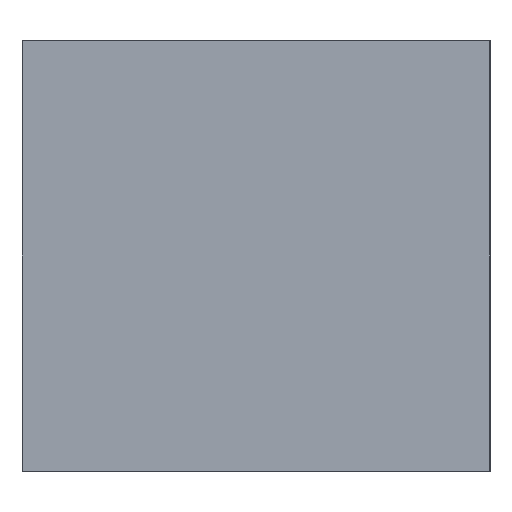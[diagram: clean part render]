
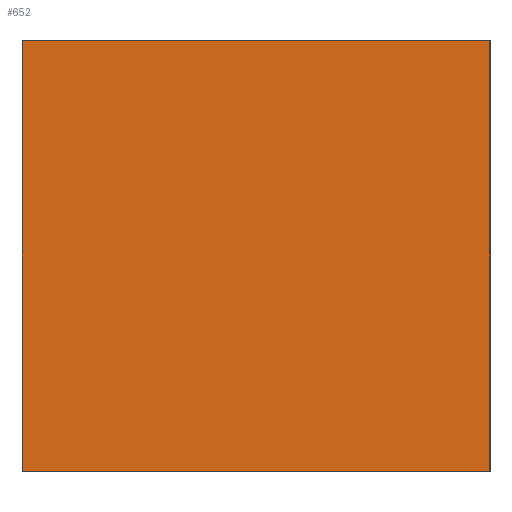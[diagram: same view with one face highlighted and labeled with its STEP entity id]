
A CAD part, left-side view. The second image highlights one B-rep face of the part: STEP entity #652.
In plain terms, the highlighted planar face has unit normal (-1, 0, 0).
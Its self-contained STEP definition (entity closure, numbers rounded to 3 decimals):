
#64=PLANE('',#731);
#103=FACE_OUTER_BOUND('',#155,.T.);
#155=EDGE_LOOP('',(#596,#597,#598,#599));
#205=LINE('',#1082,#264);
#209=LINE('',#1090,#268);
#215=LINE('',#1101,#274);
#216=LINE('',#1103,#275);
#264=VECTOR('',#901,10.);
#268=VECTOR('',#907,10.);
#274=VECTOR('',#917,10.);
#275=VECTOR('',#920,10.);
#348=VERTEX_POINT('',#1080);
#349=VERTEX_POINT('',#1081);
#352=VERTEX_POINT('',#1089);
#355=VERTEX_POINT('',#1099);
#427=EDGE_CURVE('',#348,#349,#205,.T.);
#431=EDGE_CURVE('',#349,#352,#209,.T.);
#437=EDGE_CURVE('',#348,#355,#215,.T.);
#438=EDGE_CURVE('',#352,#355,#216,.T.);
#596=ORIENTED_EDGE('',*,*,#437,.T.);
#597=ORIENTED_EDGE('',*,*,#438,.F.);
#598=ORIENTED_EDGE('',*,*,#431,.F.);
#599=ORIENTED_EDGE('',*,*,#427,.F.);
#652=ADVANCED_FACE('',(#103),#64,.T.);
#731=AXIS2_PLACEMENT_3D('',#1102,#918,#919);
#901=DIRECTION('',(0.,1.,0.));
#907=DIRECTION('',(0.,0.,1.));
#917=DIRECTION('',(0.,0.,1.));
#918=DIRECTION('center_axis',(-1.,0.,0.));
#919=DIRECTION('ref_axis',(0.,-1.,0.));
#920=DIRECTION('',(0.,-1.,0.));
#1080=CARTESIAN_POINT('',(-95.,-25.,-23.));
#1081=CARTESIAN_POINT('',(-95.,25.,-23.));
#1082=CARTESIAN_POINT('',(-95.,-25.,-23.));
#1089=CARTESIAN_POINT('',(-95.,25.,23.));
#1090=CARTESIAN_POINT('',(-95.,25.,0.));
#1099=CARTESIAN_POINT('',(-95.,-25.,23.));
#1101=CARTESIAN_POINT('',(-95.,-25.,0.));
#1102=CARTESIAN_POINT('Origin',(-95.,25.,0.));
#1103=CARTESIAN_POINT('',(-95.,-25.,23.));
